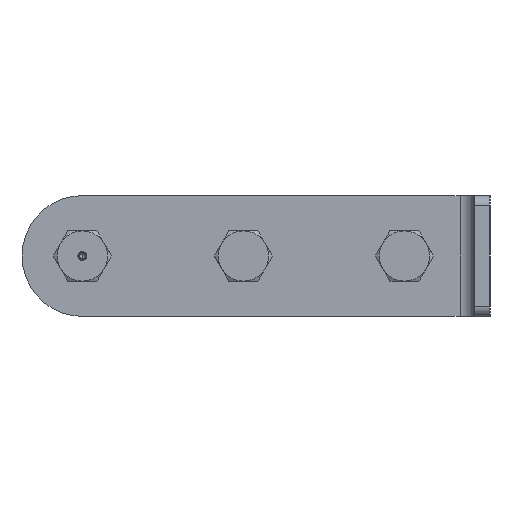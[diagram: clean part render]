
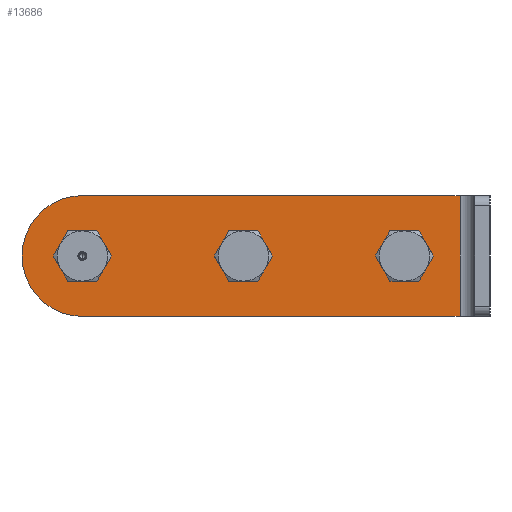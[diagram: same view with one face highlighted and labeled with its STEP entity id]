
A CAD part, left-side view. The second image highlights one B-rep face of the part: STEP entity #13686.
In plain terms, the highlighted face is planar.
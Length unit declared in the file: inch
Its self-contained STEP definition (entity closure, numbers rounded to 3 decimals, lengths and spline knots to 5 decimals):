
#128 = DIRECTION ( 'NONE',  ( 0., 1., 0. ) ) ;
#682 = ORIENTED_EDGE ( 'NONE', *, *, #15899, .F. ) ;
#686 = VERTEX_POINT ( 'NONE', #8310 ) ;
#896 = DIRECTION ( 'NONE',  ( 1., 0., 0. ) ) ;
#1128 = CARTESIAN_POINT ( 'NONE',  ( 0.375, 6.125, 0. ) ) ;
#1339 = CARTESIAN_POINT ( 'NONE',  ( 0.375, 10.125, -1.5 ) ) ;
#1630 = DIRECTION ( 'NONE',  ( 1., 0., 0. ) ) ;
#1879 = AXIS2_PLACEMENT_3D ( 'NONE', #5181, #13111, #19616 ) ;
#1989 = CARTESIAN_POINT ( 'NONE',  ( 0.375, 0.745, 1.5 ) ) ;
#2037 = EDGE_CURVE ( 'NONE', #17810, #6411, #8882, .T. ) ;
#2373 = DIRECTION ( 'NONE',  ( 0., 1., 0. ) ) ;
#2547 = ORIENTED_EDGE ( 'NONE', *, *, #17499, .F. ) ;
#2683 = ORIENTED_EDGE ( 'NONE', *, *, #15444, .F. ) ;
#3036 = ORIENTED_EDGE ( 'NONE', *, *, #5019, .F. ) ;
#3094 = VERTEX_POINT ( 'NONE', #6090 ) ;
#3304 = DIRECTION ( 'NONE',  ( 0., 1., 0. ) ) ;
#3364 = DIRECTION ( 'NONE',  ( 0., 1., 0. ) ) ;
#3367 = FACE_BOUND ( 'NONE', #16070, .T. ) ;
#4268 = CARTESIAN_POINT ( 'NONE',  ( 0.375, 1.672, 0. ) ) ;
#4280 = VERTEX_POINT ( 'NONE', #20952 ) ;
#4293 = CIRCLE ( 'NONE', #7328, 0.453 ) ;
#4417 = DIRECTION ( 'NONE',  ( 0., 1., 0. ) ) ;
#5019 = EDGE_CURVE ( 'NONE', #15164, #7170, #6357, .T. ) ;
#5133 = ORIENTED_EDGE ( 'NONE', *, *, #19516, .T. ) ;
#5181 = CARTESIAN_POINT ( 'NONE',  ( 0.375, 10.125, 0. ) ) ;
#5388 = DIRECTION ( 'NONE',  ( -1., 0., 0. ) ) ;
#5464 = DIRECTION ( 'NONE',  ( 1., 0., 0. ) ) ;
#5539 = CIRCLE ( 'NONE', #15159, 0.453 ) ;
#5627 = DIRECTION ( 'NONE',  ( 0., 1., 0. ) ) ;
#5653 = LINE ( 'NONE', #12173, #20323 ) ;
#6007 = LINE ( 'NONE', #12526, #7285 ) ;
#6087 = DIRECTION ( 'NONE',  ( 0., 1., 0. ) ) ;
#6090 = CARTESIAN_POINT ( 'NONE',  ( 0.375, 6.578, 0. ) ) ;
#6108 = EDGE_CURVE ( 'NONE', #15350, #3094, #18682, .T. ) ;
#6195 = ORIENTED_EDGE ( 'NONE', *, *, #8424, .T. ) ;
#6357 = CIRCLE ( 'NONE', #20018, 0.453 ) ;
#6411 = VERTEX_POINT ( 'NONE', #11200 ) ;
#6475 = CARTESIAN_POINT ( 'NONE',  ( 0.375, 11.625, -1.5 ) ) ;
#6508 = ORIENTED_EDGE ( 'NONE', *, *, #16144, .F. ) ;
#6784 = FACE_OUTER_BOUND ( 'NONE', #12193, .T. ) ;
#6885 = DIRECTION ( 'NONE',  ( 0., -1., 0. ) ) ;
#7170 = VERTEX_POINT ( 'NONE', #4268 ) ;
#7285 = VECTOR ( 'NONE', #4417, 39.37008 ) ;
#7328 = AXIS2_PLACEMENT_3D ( 'NONE', #13476, #896, #5627 ) ;
#7571 = AXIS2_PLACEMENT_3D ( 'NONE', #17941, #19734, #6885 ) ;
#8016 = CIRCLE ( 'NONE', #1879, 1.5 ) ;
#8310 = CARTESIAN_POINT ( 'NONE',  ( 0.375, 11.625, 0. ) ) ;
#8340 = AXIS2_PLACEMENT_3D ( 'NONE', #1128, #9155, #14126 ) ;
#8383 = EDGE_LOOP ( 'NONE', ( #3036, #6508 ) ) ;
#8424 = EDGE_CURVE ( 'NONE', #14756, #4280, #5653, .T. ) ;
#8882 = CIRCLE ( 'NONE', #9911, 0.453 ) ;
#9155 = DIRECTION ( 'NONE',  ( 1., 0., 0. ) ) ;
#9218 = CARTESIAN_POINT ( 'NONE',  ( 0.375, 10.125, 0. ) ) ;
#9255 = CARTESIAN_POINT ( 'NONE',  ( 0.375, 10.125, 1.5 ) ) ;
#9837 = ORIENTED_EDGE ( 'NONE', *, *, #15242, .F. ) ;
#9911 = AXIS2_PLACEMENT_3D ( 'NONE', #12829, #19339, #6087 ) ;
#10388 = ORIENTED_EDGE ( 'NONE', *, *, #2037, .F. ) ;
#10716 = CIRCLE ( 'NONE', #11753, 1.5 ) ;
#11200 = CARTESIAN_POINT ( 'NONE',  ( 0.375, 9.672, 0. ) ) ;
#11598 = LINE ( 'NONE', #6475, #19857 ) ;
#11753 = AXIS2_PLACEMENT_3D ( 'NONE', #13547, #5388, #2373 ) ;
#11993 = DIRECTION ( 'NONE',  ( 0., 1., 0. ) ) ;
#12173 = CARTESIAN_POINT ( 'NONE',  ( 0.375, 0.745, 1.5 ) ) ;
#12193 = EDGE_LOOP ( 'NONE', ( #5133, #682, #9837, #13886, #6195 ) ) ;
#12526 = CARTESIAN_POINT ( 'NONE',  ( 0.375, 11.625, 1.5 ) ) ;
#12829 = CARTESIAN_POINT ( 'NONE',  ( 0.375, 10.125, 0. ) ) ;
#13023 = FACE_BOUND ( 'NONE', #16072, .T. ) ;
#13111 = DIRECTION ( 'NONE',  ( -1., 0., 0. ) ) ;
#13468 = ORIENTED_EDGE ( 'NONE', *, *, #6108, .F. ) ;
#13476 = CARTESIAN_POINT ( 'NONE',  ( 0.375, 2.125, 0. ) ) ;
#13547 = CARTESIAN_POINT ( 'NONE',  ( 0.375, 10.125, 0. ) ) ;
#13623 = CARTESIAN_POINT ( 'NONE',  ( 0.375, 2.125, 0. ) ) ;
#13686 = ADVANCED_FACE ( 'NONE', ( #13023, #3367, #19629, #6784 ), #16671, .F. ) ;
#13886 = ORIENTED_EDGE ( 'NONE', *, *, #15284, .F. ) ;
#14126 = DIRECTION ( 'NONE',  ( 0., 1., 0. ) ) ;
#14468 = VERTEX_POINT ( 'NONE', #9255 ) ;
#14619 = AXIS2_PLACEMENT_3D ( 'NONE', #17979, #16176, #3304 ) ;
#14675 = VERTEX_POINT ( 'NONE', #1339 ) ;
#14756 = VERTEX_POINT ( 'NONE', #1989 ) ;
#14886 = CARTESIAN_POINT ( 'NONE',  ( 0.375, 10.578, 0. ) ) ;
#15159 = AXIS2_PLACEMENT_3D ( 'NONE', #9218, #1630, #128 ) ;
#15164 = VERTEX_POINT ( 'NONE', #15264 ) ;
#15217 = CARTESIAN_POINT ( 'NONE',  ( 0.375, 5.672, 0. ) ) ;
#15242 = EDGE_CURVE ( 'NONE', #14468, #686, #10716, .T. ) ;
#15264 = CARTESIAN_POINT ( 'NONE',  ( 0.375, 2.578, 0. ) ) ;
#15284 = EDGE_CURVE ( 'NONE', #14756, #14468, #6007, .T. ) ;
#15350 = VERTEX_POINT ( 'NONE', #15217 ) ;
#15444 = EDGE_CURVE ( 'NONE', #3094, #15350, #18598, .T. ) ;
#15899 = EDGE_CURVE ( 'NONE', #686, #14675, #8016, .T. ) ;
#16070 = EDGE_LOOP ( 'NONE', ( #2683, #13468 ) ) ;
#16072 = EDGE_LOOP ( 'NONE', ( #10388, #2547 ) ) ;
#16144 = EDGE_CURVE ( 'NONE', #7170, #15164, #4293, .T. ) ;
#16176 = DIRECTION ( 'NONE',  ( 1., 0., 0. ) ) ;
#16671 = PLANE ( 'NONE',  #7571 ) ;
#17499 = EDGE_CURVE ( 'NONE', #6411, #17810, #5539, .T. ) ;
#17810 = VERTEX_POINT ( 'NONE', #14886 ) ;
#17941 = CARTESIAN_POINT ( 'NONE',  ( 0.375, 11.625, 1.5 ) ) ;
#17979 = CARTESIAN_POINT ( 'NONE',  ( 0.375, 6.125, 0. ) ) ;
#18598 = CIRCLE ( 'NONE', #8340, 0.453 ) ;
#18682 = CIRCLE ( 'NONE', #14619, 0.453 ) ;
#18693 = DIRECTION ( 'NONE',  ( 0., 0., -1. ) ) ;
#19339 = DIRECTION ( 'NONE',  ( 1., 0., 0. ) ) ;
#19516 = EDGE_CURVE ( 'NONE', #4280, #14675, #11598, .T. ) ;
#19616 = DIRECTION ( 'NONE',  ( 0., 1., 0. ) ) ;
#19629 = FACE_BOUND ( 'NONE', #8383, .T. ) ;
#19734 = DIRECTION ( 'NONE',  ( -1., 0., 0. ) ) ;
#19857 = VECTOR ( 'NONE', #3364, 39.37008 ) ;
#20018 = AXIS2_PLACEMENT_3D ( 'NONE', #13623, #5464, #11993 ) ;
#20323 = VECTOR ( 'NONE', #18693, 39.37008 ) ;
#20952 = CARTESIAN_POINT ( 'NONE',  ( 0.375, 0.745, -1.5 ) ) ;
